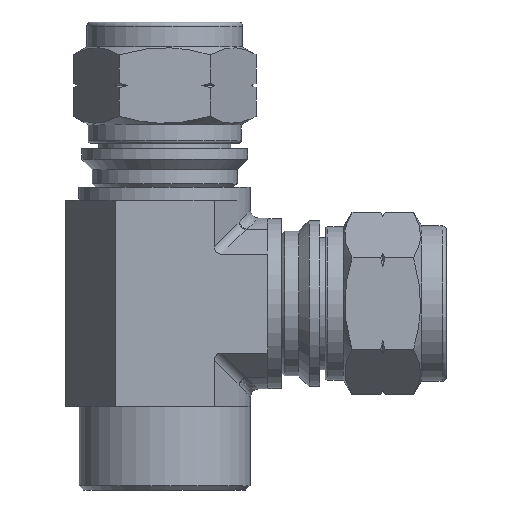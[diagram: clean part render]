
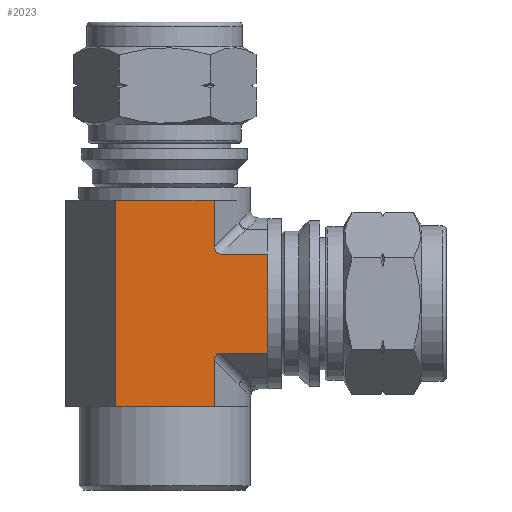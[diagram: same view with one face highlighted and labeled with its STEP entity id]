
A CAD part, left-side view. The second image highlights one B-rep face of the part: STEP entity #2023.
In plain terms, the highlighted planar face has unit normal (-1, 0, 0).
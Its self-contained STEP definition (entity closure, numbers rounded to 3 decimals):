
#26=ELLIPSE('',#2219,1.287,1.);
#27=ELLIPSE('',#2226,1.287,1.);
#334=FACE_OUTER_BOUND('',#473,.T.);
#473=EDGE_LOOP('',(#1782,#1783,#1784,#1785,#1786,#1787,#1788,#1789,#1790,
#1791,#1792));
#556=LINE('',#3558,#671);
#568=LINE('',#3689,#683);
#578=LINE('',#3713,#693);
#588=LINE('',#3748,#703);
#589=LINE('',#3749,#704);
#590=LINE('',#3750,#705);
#591=LINE('',#3752,#706);
#592=LINE('',#3754,#707);
#593=LINE('',#3755,#708);
#671=VECTOR('',#2674,10.);
#683=VECTOR('',#2724,10.);
#693=VECTOR('',#2746,10.);
#703=VECTOR('',#2786,10.);
#704=VECTOR('',#2787,10.);
#705=VECTOR('',#2788,10.);
#706=VECTOR('',#2789,10.);
#707=VECTOR('',#2790,10.);
#708=VECTOR('',#2791,10.);
#927=VERTEX_POINT('',#3548);
#928=VERTEX_POINT('',#3549);
#930=VERTEX_POINT('',#3556);
#935=VERTEX_POINT('',#3571);
#936=VERTEX_POINT('',#3573);
#948=VERTEX_POINT('',#3688);
#956=VERTEX_POINT('',#3712);
#965=VERTEX_POINT('',#3746);
#966=VERTEX_POINT('',#3747);
#967=VERTEX_POINT('',#3751);
#968=VERTEX_POINT('',#3753);
#1187=EDGE_CURVE('',#927,#928,#26,.T.);
#1192=EDGE_CURVE('',#930,#927,#556,.T.);
#1199=EDGE_CURVE('',#935,#936,#27,.T.);
#1218=EDGE_CURVE('',#948,#936,#568,.T.);
#1231=EDGE_CURVE('',#956,#928,#578,.T.);
#1247=EDGE_CURVE('',#965,#966,#588,.T.);
#1248=EDGE_CURVE('',#965,#956,#589,.T.);
#1249=EDGE_CURVE('',#948,#930,#590,.T.);
#1250=EDGE_CURVE('',#935,#967,#591,.T.);
#1251=EDGE_CURVE('',#967,#968,#592,.T.);
#1252=EDGE_CURVE('',#968,#966,#593,.T.);
#1782=ORIENTED_EDGE('',*,*,#1247,.F.);
#1783=ORIENTED_EDGE('',*,*,#1248,.T.);
#1784=ORIENTED_EDGE('',*,*,#1231,.T.);
#1785=ORIENTED_EDGE('',*,*,#1187,.F.);
#1786=ORIENTED_EDGE('',*,*,#1192,.F.);
#1787=ORIENTED_EDGE('',*,*,#1249,.F.);
#1788=ORIENTED_EDGE('',*,*,#1218,.T.);
#1789=ORIENTED_EDGE('',*,*,#1199,.F.);
#1790=ORIENTED_EDGE('',*,*,#1250,.T.);
#1791=ORIENTED_EDGE('',*,*,#1251,.T.);
#1792=ORIENTED_EDGE('',*,*,#1252,.T.);
#1899=PLANE('',#2260);
#2023=ADVANCED_FACE('',(#334),#1899,.T.);
#2219=AXIS2_PLACEMENT_3D('',#3550,#2666,#2667);
#2226=AXIS2_PLACEMENT_3D('',#3574,#2689,#2690);
#2260=AXIS2_PLACEMENT_3D('',#3745,#2784,#2785);
#2666=DIRECTION('center_axis',(-1.,0.,0.));
#2667=DIRECTION('ref_axis',(0.,0.713,0.701));
#2674=DIRECTION('',(0.,1.,0.));
#2689=DIRECTION('center_axis',(-1.,0.,0.));
#2690=DIRECTION('ref_axis',(0.,0.713,-0.701));
#2724=DIRECTION('',(0.,1.,0.));
#2746=DIRECTION('',(0.,0.,1.));
#2784=DIRECTION('center_axis',(-1.,0.,0.));
#2785=DIRECTION('ref_axis',(0.,-1.,0.));
#2786=DIRECTION('',(0.,0.,1.));
#2787=DIRECTION('',(0.,-1.,0.));
#2788=DIRECTION('',(0.,0.,-1.));
#2789=DIRECTION('',(0.,0.,1.));
#2790=DIRECTION('',(0.,1.,0.));
#2791=DIRECTION('',(0.,1.,0.));
#3548=CARTESIAN_POINT('',(-10.3,-6.816,-5.945));
#3549=CARTESIAN_POINT('',(-10.3,-5.947,-6.811));
#3550=CARTESIAN_POINT('Origin',(-10.3,-7.101,-7.095));
#3556=CARTESIAN_POINT('',(-10.3,-12.4,-5.945));
#3558=CARTESIAN_POINT('',(-10.3,-12.4,-5.945));
#3571=CARTESIAN_POINT('',(-10.3,-5.947,6.811));
#3573=CARTESIAN_POINT('',(-10.3,-6.816,5.945));
#3574=CARTESIAN_POINT('Origin',(-10.3,-7.101,7.095));
#3688=CARTESIAN_POINT('',(-10.3,-12.4,5.945));
#3689=CARTESIAN_POINT('',(-10.3,-12.4,5.945));
#3712=CARTESIAN_POINT('',(-10.3,-5.947,-12.357));
#3713=CARTESIAN_POINT('',(-10.3,-5.947,0.));
#3745=CARTESIAN_POINT('Origin',(-10.3,5.947,0.));
#3746=CARTESIAN_POINT('',(-10.3,5.947,-12.357));
#3747=CARTESIAN_POINT('',(-10.3,5.947,12.443));
#3748=CARTESIAN_POINT('',(-10.3,5.947,0.));
#3749=CARTESIAN_POINT('',(-10.3,-2.575,-12.357));
#3750=CARTESIAN_POINT('',(-10.3,-12.4,12.357));
#3751=CARTESIAN_POINT('',(-10.3,-5.947,12.443));
#3752=CARTESIAN_POINT('',(-10.3,-5.947,0.));
#3753=CARTESIAN_POINT('',(-10.3,0.,12.443));
#3754=CARTESIAN_POINT('',(-10.3,3.372,12.443));
#3755=CARTESIAN_POINT('',(-10.3,3.372,12.443));
